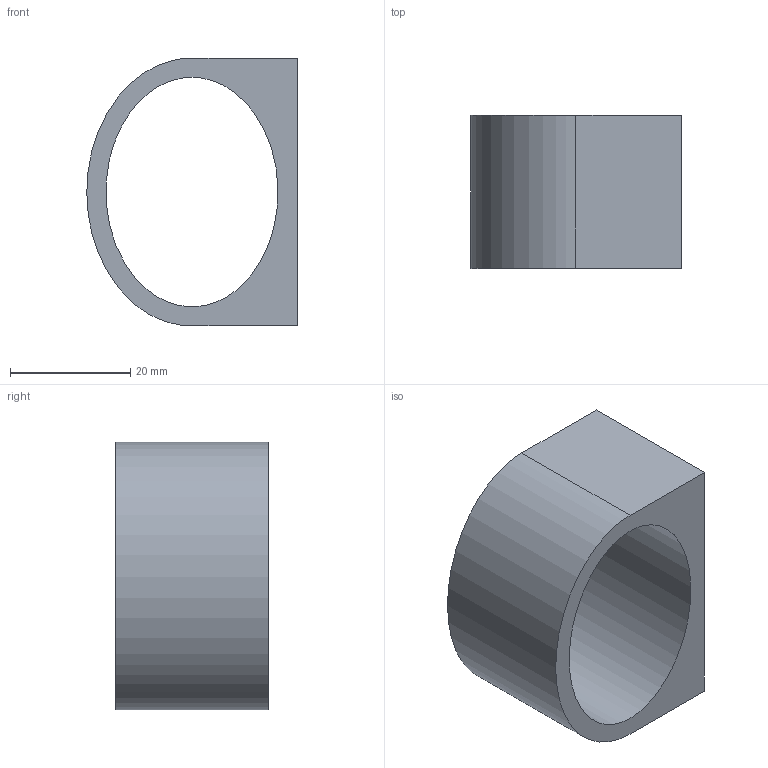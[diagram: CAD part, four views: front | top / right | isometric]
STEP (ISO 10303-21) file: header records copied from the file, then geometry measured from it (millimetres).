
FILE_DESCRIPTION(/* description */ (''),/* implementation_level */ '2;1');
FILE_NAME(/* name */ 'WL-003.stp',/* time_stamp */ '2025-02-27T18:35:59-05:00',/* author */ ('slick'),/* organization */ (''),/* preprocessor_version */ 'ST-DEVELOPER v19.2',/* originating_system */ 'Autodesk Inventor 2023',/* authorisation */ '');
FILE_SCHEMA (('AUTOMOTIVE_DESIGN { 1 0 10303 214 3 1 1 }'));
Length unit declared in the file: inch
Products named in the file (1): WL-003
Bounding box: 34.94 x 25.4 x 44.45 mm (x, y, z)
Volume: 12985.4 mm3; surface area: 7504.2 mm2
Topology: 1 solids, 1 shells, 12 faces, 25 edges, 17 vertices
Faces by surface type: plane 5, bspline 5, cylinder 2
Full cylindrical faces by diameter (mm): 6.7 x2
Entity records: 1394 total; most frequent: CARTESIAN_POINT 1111, ORIENTED_EDGE 50, DIRECTION 38, EDGE_CURVE 25, VERTEX_POINT 17, EDGE_LOOP 16, LINE 14, VECTOR 14
